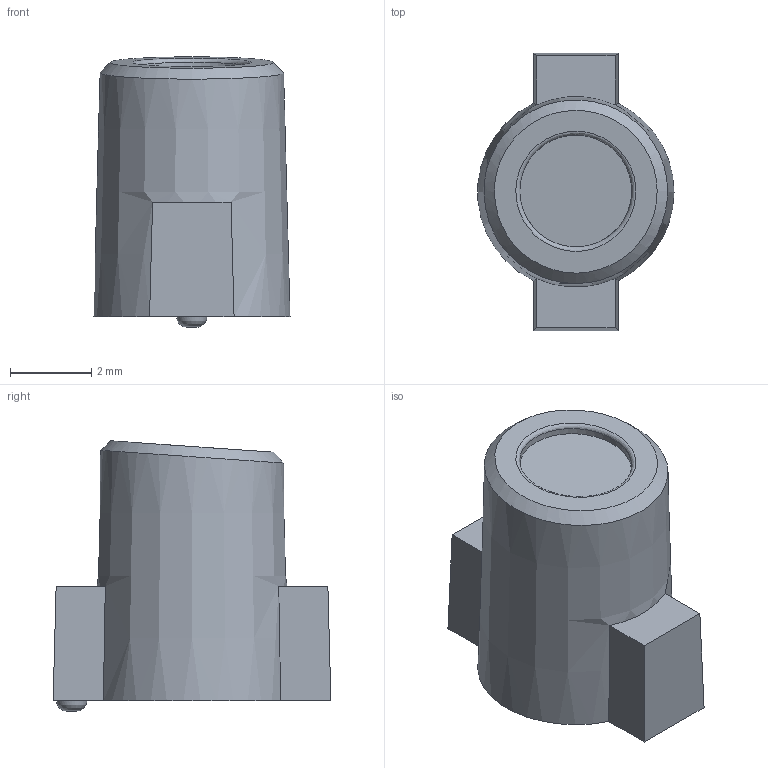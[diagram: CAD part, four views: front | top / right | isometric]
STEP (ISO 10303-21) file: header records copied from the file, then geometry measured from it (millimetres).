
FILE_DESCRIPTION(/* description */ (''),/* implementation_level */ '2;1');
FILE_NAME(/* name */ 'CaptureButton.step',/* time_stamp */ '2024-09-28T17:17:26-07:00',/* author */ (''),/* organization */ (''),/* preprocessor_version */ 'ST-DEVELOPER v20',/* originating_system */ 'Autodesk Translation Framework v13.20.0.188',/* authorisation */ '');
FILE_SCHEMA (('AUTOMOTIVE_DESIGN { 1 0 10303 214 3 1 1 }'));
Length unit declared in the file: millimetre
Products named in the file (1): CaptureButton
Bounding box: 4.82 x 6.83 x 6.64 mm (x, y, z)
Volume: 113.2 mm3; surface area: 154.6 mm2
Topology: 1 solids, 1 shells, 28 faces, 69 edges, 46 vertices
Faces by surface type: plane 19, cone 5, bspline 3, cylinder 1
Full cylindrical faces by diameter (mm): 2.75 x1
Entity records: 1014 total; most frequent: CARTESIAN_POINT 338, ORIENTED_EDGE 138, DIRECTION 125, EDGE_CURVE 69, VERTEX_POINT 46, AXIS2_PLACEMENT_3D 45, LINE 35, VECTOR 35
